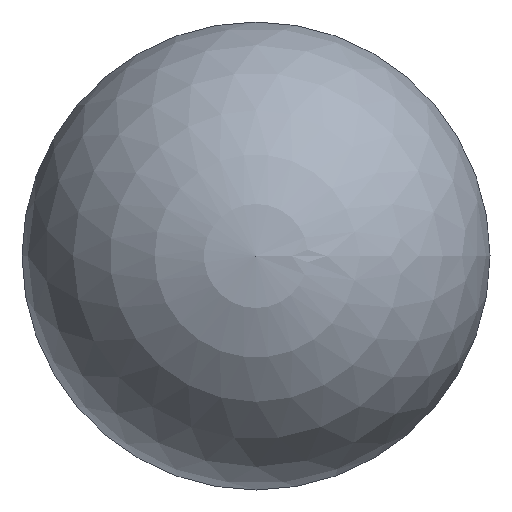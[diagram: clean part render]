
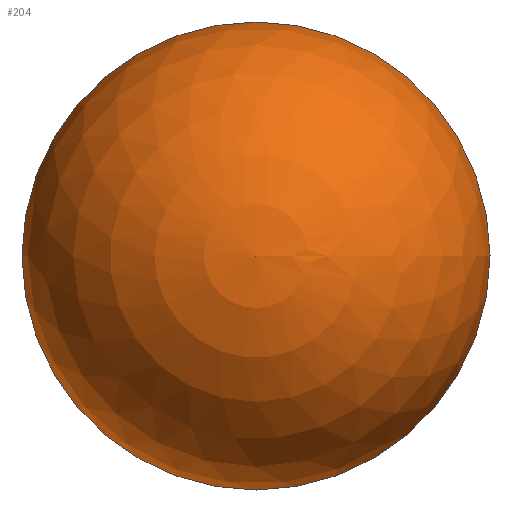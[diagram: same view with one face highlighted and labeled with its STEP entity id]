
A CAD part, front view. The second image highlights one B-rep face of the part: STEP entity #204.
In plain terms, the highlighted spherical face has radius 1.5 mm.
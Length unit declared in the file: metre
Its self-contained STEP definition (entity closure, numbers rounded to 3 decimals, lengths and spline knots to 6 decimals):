
#13=SPHERICAL_SURFACE('',#231,0.0015);
#15=CIRCLE('',#232,0.0015);
#25=ORIENTED_EDGE('',*,*,#77,.F.);
#77=EDGE_CURVE('',#103,#103,#15,.T.);
#103=VERTEX_POINT('',#322);
#163=EDGE_LOOP('',(#25));
#179=FACE_BOUND('',#163,.T.);
#204=ADVANCED_FACE('',(#179),#13,.T.);
#231=AXIS2_PLACEMENT_3D('',#320,#258,#259);
#232=AXIS2_PLACEMENT_3D('',#321,#260,#261);
#258=DIRECTION('',(0.,1.,0.));
#259=DIRECTION('',(1.,0.,0.));
#260=DIRECTION('',(0.,1.,0.));
#261=DIRECTION('',(0.,0.,1.));
#320=CARTESIAN_POINT('',(0.,-0.0039,0.));
#321=CARTESIAN_POINT('',(0.,-0.0039,0.));
#322=CARTESIAN_POINT('',(0.,-0.0039,0.0015));
